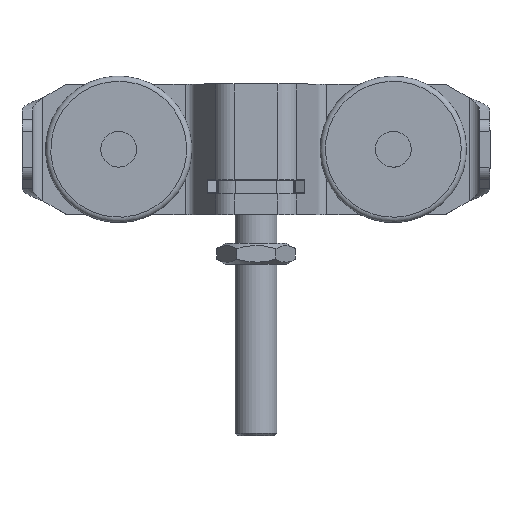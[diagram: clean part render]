
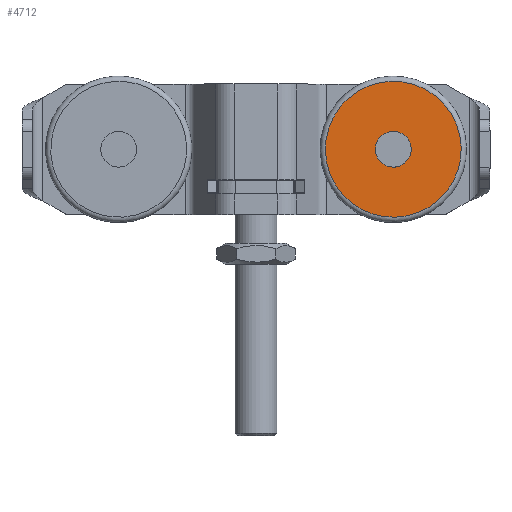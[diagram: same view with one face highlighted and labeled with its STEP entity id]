
A CAD part, top view. The second image highlights one B-rep face of the part: STEP entity #4712.
In plain terms, the highlighted planar face has unit normal (0, 0, 1).
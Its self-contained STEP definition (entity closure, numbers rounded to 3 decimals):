
#101=FACE_BOUND('',#945,.T.);
#108=CIRCLE('',#4754,3.425);
#284=CIRCLE('',#5178,13.);
#648=FACE_OUTER_BOUND('',#944,.T.);
#944=EDGE_LOOP('',(#4247));
#945=EDGE_LOOP('',(#4248));
#1867=VERTEX_POINT('',#6627);
#2246=VERTEX_POINT('',#8187);
#2288=EDGE_CURVE('',#1867,#1867,#108,.T.);
#2916=EDGE_CURVE('',#2246,#2246,#284,.T.);
#4247=ORIENTED_EDGE('',*,*,#2916,.T.);
#4248=ORIENTED_EDGE('',*,*,#2288,.T.);
#4441=PLANE('',#5180);
#4712=ADVANCED_FACE('',(#648,#101),#4441,.T.);
#4754=AXIS2_PLACEMENT_3D('',#6629,#5258,#5259);
#5178=AXIS2_PLACEMENT_3D('',#8188,#6518,#6519);
#5180=AXIS2_PLACEMENT_3D('',#8190,#6522,#6523);
#5258=DIRECTION('center_axis',(0.,0.,
-1.));
#5259=DIRECTION('ref_axis',(1.,-0.009,0.));
#6518=DIRECTION('center_axis',(0.,0.,
1.));
#6519=DIRECTION('ref_axis',(-1.,-0.031,0.));
#6522=DIRECTION('center_axis',(0.,0.,
1.));
#6523=DIRECTION('ref_axis',(-0.031,1.,0.));
#6627=CARTESIAN_POINT('',(35.304,-12.469,13.75));
#6629=CARTESIAN_POINT('Origin',(38.729,-12.5,13.75));
#8187=CARTESIAN_POINT('',(39.132,-25.494,13.75));
#8188=CARTESIAN_POINT('Origin',(38.729,-12.5,13.75));
#8190=CARTESIAN_POINT('Origin',(27.859,-12.837,13.75));
